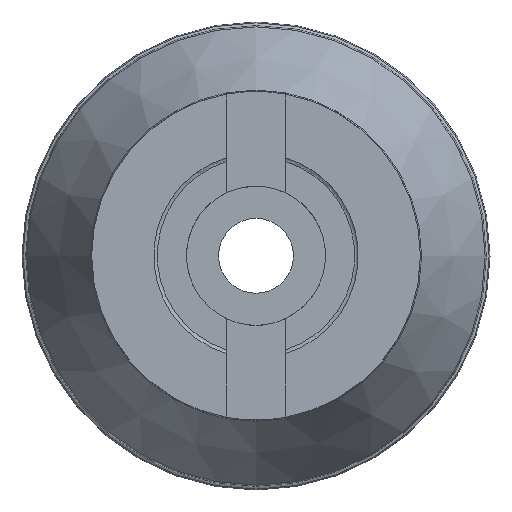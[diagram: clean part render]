
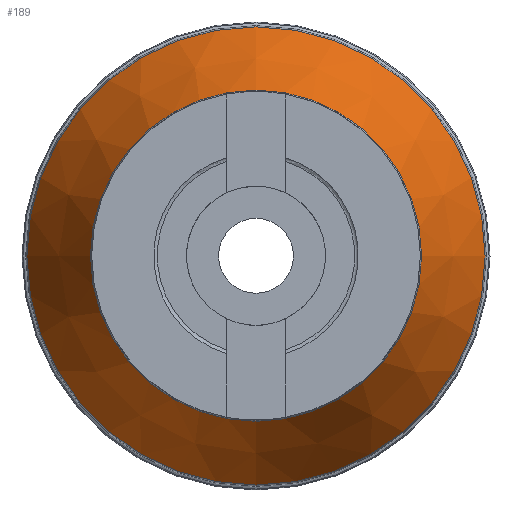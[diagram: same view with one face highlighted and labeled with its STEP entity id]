
A CAD part, top view. The second image highlights one B-rep face of the part: STEP entity #189.
In plain terms, the highlighted conical face has half-angle 27.325 degrees and reference radius 45 mm.
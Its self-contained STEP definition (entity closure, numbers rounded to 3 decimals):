
#95=CONICAL_SURFACE('',#775,45.,27.325);
#189=ADVANCED_FACE('',(#236,#237),#95,.T.);
#236=FACE_BOUND('',#274,.T.);
#237=FACE_BOUND('',#275,.T.);
#274=EDGE_LOOP('',(#335));
#275=EDGE_LOOP('',(#336));
#335=ORIENTED_EDGE('',*,*,#478,.T.);
#336=ORIENTED_EDGE('',*,*,#479,.T.);
#435=VERTEX_POINT('',#1188);
#436=VERTEX_POINT('',#1190);
#478=EDGE_CURVE('',#435,#435,#523,.T.);
#479=EDGE_CURVE('',#436,#436,#524,.T.);
#523=CIRCLE('',#773,62.723);
#524=CIRCLE('',#774,45.335);
#773=AXIS2_PLACEMENT_3D('',#1187,#919,#920);
#774=AXIS2_PLACEMENT_3D('',#1189,#921,#922);
#775=AXIS2_PLACEMENT_3D('',#1191,#923,#924);
#919=DIRECTION('',(0.,0.,1.));
#920=DIRECTION('',(-1.,0.,0.));
#921=DIRECTION('',(0.,0.,-1.));
#922=DIRECTION('',(1.,0.,0.));
#923=DIRECTION('',(0.,0.,-1.));
#924=DIRECTION('',(1.,0.,0.));
#1187=CARTESIAN_POINT('',(0.,0.,-46.301));
#1188=CARTESIAN_POINT('',(-62.723,0.,-46.301));
#1189=CARTESIAN_POINT('',(0.,0.,-12.648));
#1190=CARTESIAN_POINT('',(45.335,0.,-12.648));
#1191=CARTESIAN_POINT('',(0.,0.,-12.));
